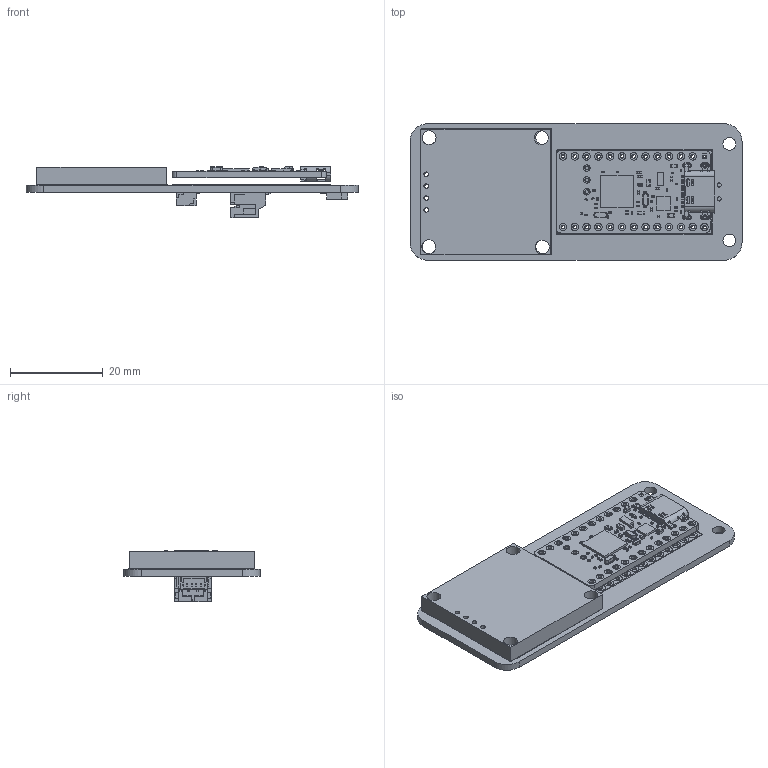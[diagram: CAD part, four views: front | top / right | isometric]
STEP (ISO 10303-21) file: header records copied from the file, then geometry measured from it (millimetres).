
FILE_DESCRIPTION(('KiCad electronic assembly'),'2;1');
FILE_NAME('nicenano-breakout.step','2025-05-02T19:19:13',('Pcbnew'),( 'Kicad'),'Open CASCADE STEP processor 7.8','KiCad to STEP converter' ,'Unknown');
FILE_SCHEMA(('AUTOMOTIVE_DESIGN { 1 0 10303 214 1 1 1 1 }'));
Length unit declared in the file: millimetre
Products named in the file (23): nicenano-breakout 1; blue-oled-ssd1306-128x64; Body; nice!nano v2; nice!nano v1.0; mcu-chip-ic-2set-leg v1; LED_0603_1608Metric_ON v1; LED_0603_1608Metric_ON v1(Mirror); Crystal Oscillator v3; Crystal Oscillator v3 (1); usb4520-03-0-a v1; C0201 v1; C0402 v1; 0603 v1; COMPOUND; SPARKFUN_QWIIC_RIGHT_ANGLE; slide-switch-smt-mskt-12c03-Part; S2B-PH-SM4-TB; nnv2-oled-toupee_pad; nnv2-oled-toupee_silkscreen; nnv2-oled-toupee_PCB
Assembly tree (56 placements, depth 3):
  nicenano-breakout 1
    blue-oled-ssd1306-128x64
      Body
    nice!nano v2
      nice!nano v1.0
      mcu-chip-ic-2set-leg v1
      LED_0603_1608Metric_ON v1
      LED_0603_1608Metric_ON v1(Mirror)
      Crystal Oscillator v3
      Crystal Oscillator v3 (1)
      usb4520-03-0-a v1
      C0201 v1  x21
      C0402 v1  x8
      0603 v1  x2
      C0201 v1  x7
      COMPOUND
    SPARKFUN_QWIIC_RIGHT_ANGLE
    slide-switch-smt-mskt-12c03-Part
      Body
    S2B-PH-SM4-TB
    nnv2-oled-toupee_pad
    nnv2-oled-toupee_silkscreen
    nnv2-oled-toupee_PCB
Bounding box: 71.54 x 29.41 x 11.18 mm (x, y, z)
Volume: 6907.7 mm3; surface area: 10543.5 mm2
Topology: 265 solids, 296 shells, 4302 faces, 10841 edges, 6690 vertices
Faces by surface type: plane 1976, cylinder 1724, sphere 304, bspline 242, torus 28, cone 28
Full cylindrical faces by diameter (mm): 0.107 x4, 0.35 x1, 0.375 x4, 0.712 x6, 0.762 x4, 0.8 x28, 0.864 x72, 0.9 x2, 0.914 x48, 0.95 x12, 1 x12, 1.4 x3, 1.405 x3, 1.6 x50, 1.7 x6, 2 x52, 2.75 x2, 3 x8
Entity records: 81530 total; most frequent: CARTESIAN_POINT 16701, DIRECTION 12420, ORIENTED_EDGE 11592, EDGE_CURVE 6089, LINE 4232, VECTOR 4232, VERTEX_POINT 4134, AXIS2_PLACEMENT_3D 4094
